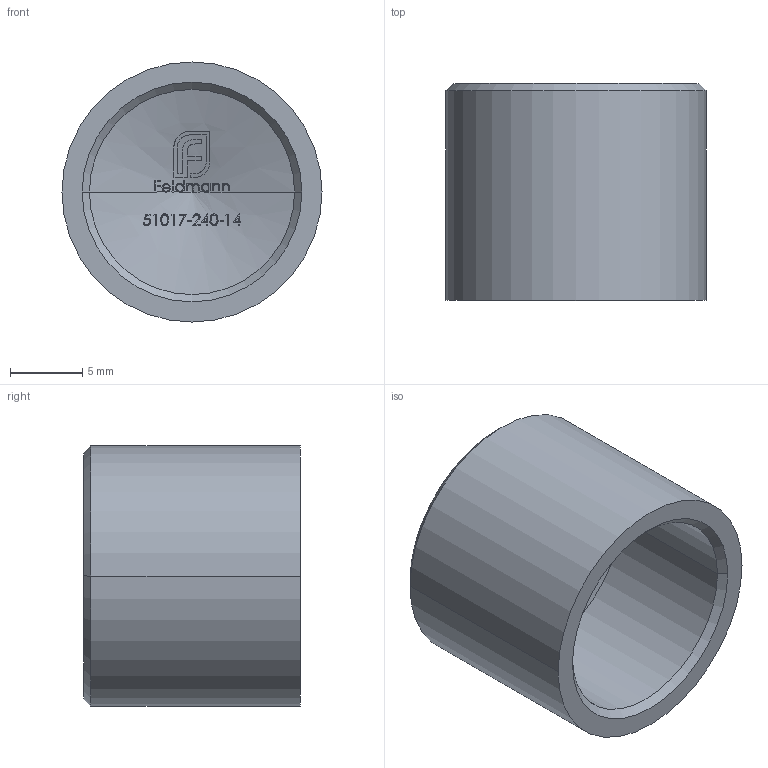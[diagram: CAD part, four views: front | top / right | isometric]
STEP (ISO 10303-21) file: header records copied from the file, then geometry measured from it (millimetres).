
FILE_DESCRIPTION (( 'STEP AP203' ), '1' );
FILE_NAME ('51017-240-14.step', '2021-02-10T12:16:51', ( '' ), ( '' ), 'SwSTEP 2.0', 'SolidWorks 2018', '' );
FILE_SCHEMA (( 'CONFIG_CONTROL_DESIGN' ));
Length unit declared in the file: millimetre
Products named in the file (2): 51017-240-14
Bounding box: 18 x 15 x 18 mm (x, y, z)
Volume: 2119.7 mm3; surface area: 1788.3 mm2
Topology: 1 solids, 1 shells, 291 faces, 779 edges, 509 vertices
Faces by surface type: plane 146, bspline 100, cone 41, cylinder 4
Entity records: 13058 total; most frequent: CARTESIAN_POINT 6883, ORIENTED_EDGE 1554, EDGE_CURVE 777, DIRECTION 701, VERTEX_POINT 509, B_SPLINE_CURVE_WITH_KNOTS 474, EDGE_LOOP 312, ADVANCED_FACE 291
